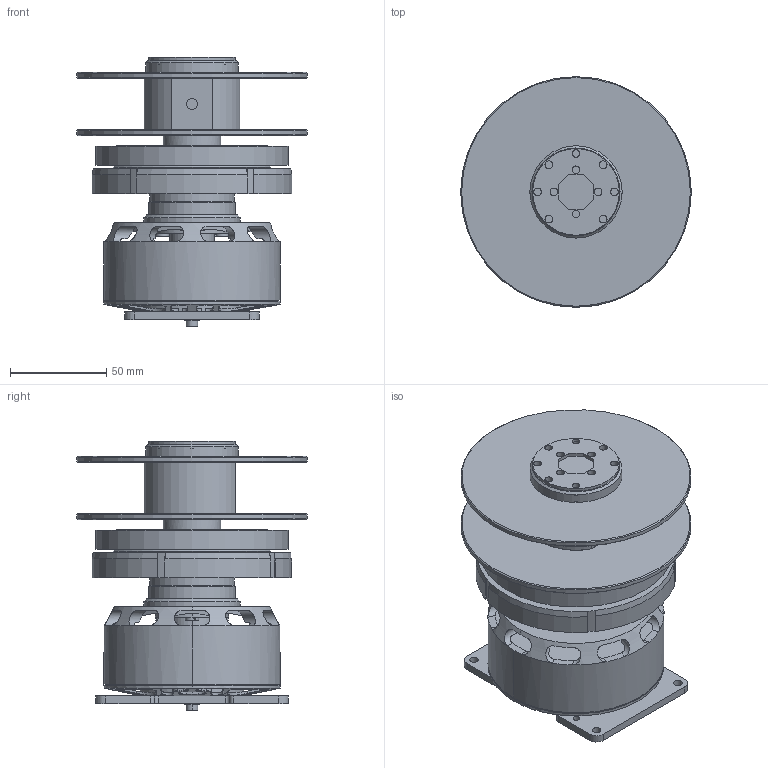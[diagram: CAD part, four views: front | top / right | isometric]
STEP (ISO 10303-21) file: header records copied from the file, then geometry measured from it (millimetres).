
FILE_DESCRIPTION(/* description */ (''),/* implementation_level */ '2;1');
FILE_NAME(/* name */ 'drivetrain.stp',/* time_stamp */ '2024-06-29T23:03:52-07:00',/* author */ ('aaron'),/* organization */ (''),/* preprocessor_version */ 'ST-DEVELOPER v19.2',/* originating_system */ 'Autodesk Inventor 2023',/* authorisation */ '');
FILE_SCHEMA (('AUTOMOTIVE_DESIGN { 1 0 10303 214 3 1 1 }'));
Length unit declared in the file: millimetre
Products named in the file (14): MK3_DriveTrain; 100kv_motor; 100kv_motor_5; 100kv_motor_10; 100kv_motor_11; motor_main_drive_mount; main_motor_planet; MotorMountLarge; planet_bearing_spacer; bearing_100x80x10; spool_main_drive; spool_center; spool_side; acc_motor_drive_mount
Assembly tree (14 placements, depth 3):
  MK3_DriveTrain
    100kv_motor
      100kv_motor_5
      100kv_motor_10
      100kv_motor_11
    motor_main_drive_mount
    main_motor_planet
    MotorMountLarge
    planet_bearing_spacer
    bearing_100x80x10
    spool_main_drive
    spool_center
    spool_side  x2
    acc_motor_drive_mount
Bounding box: 120 x 120 x 140.2 mm (x, y, z)
Volume: 594435.3 mm3; surface area: 186464.6 mm2
Topology: 13 solids, 20 shells, 1063 faces, 2711 edges, 1704 vertices
Faces by surface type: plane 381, cylinder 363, cone 214, bspline 93, torus 12
Full cylindrical faces by diameter (mm): 2.5 x8, 3 x4, 3.1 x5, 3.3 x4, 3.4 x8, 4 x15, 4.1 x16, 4.2 x1, 4.5 x12, 5.5 x4, 5.75 x1, 5.8 x11, 7.1 x4, 7.2 x11, 7.98 x2, 8 x3, 11.5 x1, 12 x3, 15 x2, 15.5 x1, 23.95 x1, 27 x1, 30 x1, 40 x1, 44 x1, 45 x1, 45.1 x1, 48 x1, 50 x1, 69.85 x1
Entity records: 39765 total; most frequent: CARTESIAN_POINT 13974, ORIENTED_EDGE 5236, DIRECTION 5186, EDGE_CURVE 2618, AXIS2_PLACEMENT_3D 2027, VERTEX_POINT 1644, EDGE_LOOP 1258, LINE 1132
